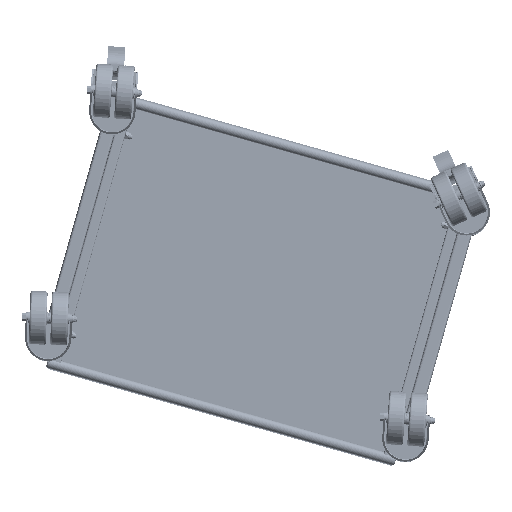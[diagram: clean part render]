
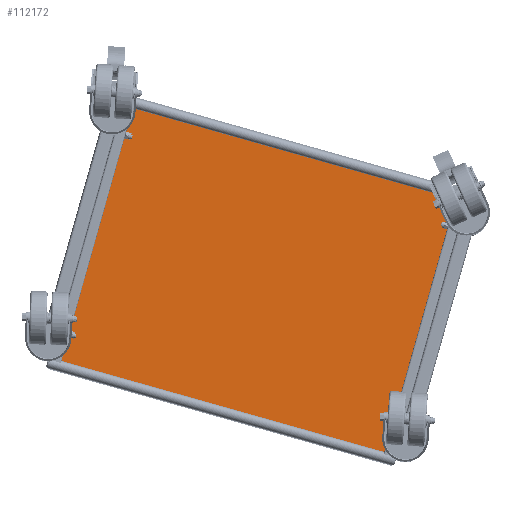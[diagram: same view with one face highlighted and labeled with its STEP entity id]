
A CAD part, front view. The second image highlights one B-rep face of the part: STEP entity #112172.
In plain terms, the highlighted free-form (B-spline) face has degree [1, 1] with [2, 2] control points.
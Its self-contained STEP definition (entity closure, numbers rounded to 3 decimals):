
#112133 = VERTEX_POINT('',#112134);
#112134 = CARTESIAN_POINT('',(126.51,61.679,
    501.882));
#112172 = ADVANCED_FACE('',(#112173),#112201,.T.);
#112173 = FACE_BOUND('',#112174,.T.);
#112174 = EDGE_LOOP('',(#112175,#112182,#112189,#112196));
#112175 = ORIENTED_EDGE('',*,*,#112176,.F.);
#112176 = EDGE_CURVE('',#112177,#112133,#112179,.T.);
#112177 = VERTEX_POINT('',#112178);
#112178 = CARTESIAN_POINT('',(-571.866,61.679,
    698.905));
#112179 = B_SPLINE_CURVE_WITH_KNOTS('',1,(#112180,#112181),
  .UNSPECIFIED.,.F.,.F.,(2,2),(-250.,250.),.PIECEWISE_BEZIER_KNOTS.);
#112180 = CARTESIAN_POINT('',(-571.866,61.679,
    698.905));
#112181 = CARTESIAN_POINT('',(126.51,61.679,
    501.882));
#112182 = ORIENTED_EDGE('',*,*,#112183,.F.);
#112183 = EDGE_CURVE('',#112184,#112177,#112186,.T.);
#112184 = VERTEX_POINT('',#112185);
#112185 = CARTESIAN_POINT('',(-722.785,61.679,
    163.949));
#112186 = B_SPLINE_CURVE_WITH_KNOTS('',1,(#112187,#112188),
  .UNSPECIFIED.,.F.,.F.,(2,2),(-395.472,-12.472),
  .PIECEWISE_BEZIER_KNOTS.);
#112187 = CARTESIAN_POINT('',(-722.785,61.679,
    163.949));
#112188 = CARTESIAN_POINT('',(-571.866,61.679,
    698.905));
#112189 = ORIENTED_EDGE('',*,*,#112190,.T.);
#112190 = EDGE_CURVE('',#112184,#112191,#112193,.T.);
#112191 = VERTEX_POINT('',#112192);
#112192 = CARTESIAN_POINT('',(-24.41,61.679,
    -33.073));
#112193 = B_SPLINE_CURVE_WITH_KNOTS('',1,(#112194,#112195),
  .UNSPECIFIED.,.F.,.F.,(2,2),(-250.,250.),.PIECEWISE_BEZIER_KNOTS.);
#112194 = CARTESIAN_POINT('',(-722.785,61.679,
    163.949));
#112195 = CARTESIAN_POINT('',(-24.41,61.679,
    -33.073));
#112196 = ORIENTED_EDGE('',*,*,#112197,.F.);
#112197 = EDGE_CURVE('',#112133,#112191,#112198,.T.);
#112198 = B_SPLINE_CURVE_WITH_KNOTS('',1,(#112199,#112200),
  .UNSPECIFIED.,.F.,.F.,(2,2),(-406.972,-23.972),
  .PIECEWISE_BEZIER_KNOTS.);
#112199 = CARTESIAN_POINT('',(126.51,61.679,
    501.882));
#112200 = CARTESIAN_POINT('',(-24.41,61.679,
    -33.073));
#112201 = B_SPLINE_SURFACE_WITH_KNOTS('',1,1,(
    (#112202,#112203)
    ,(#112204,#112205
    )),.UNSPECIFIED.,.F.,.F.,.F.,(2,2),(2,2),(-191.5,191.5),(-250.,250.)
  ,.PIECEWISE_BEZIER_KNOTS.);
#112202 = CARTESIAN_POINT('',(-571.866,61.679,
    698.905));
#112203 = CARTESIAN_POINT('',(126.51,61.679,
    501.882));
#112204 = CARTESIAN_POINT('',(-722.785,61.679,
    163.949));
#112205 = CARTESIAN_POINT('',(-24.41,61.679,
    -33.073));
